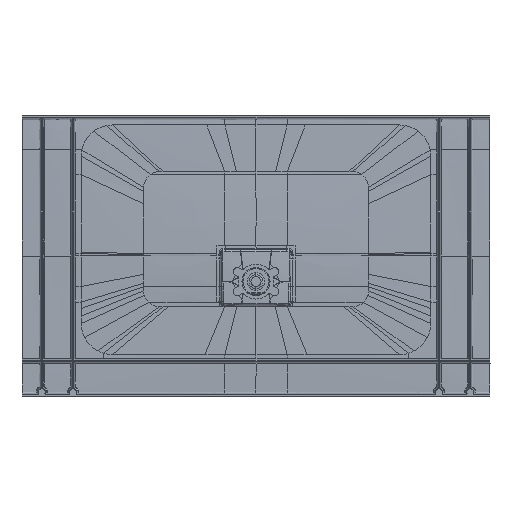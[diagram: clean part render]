
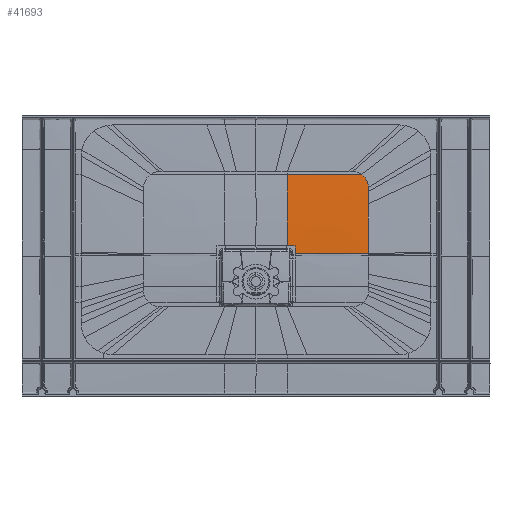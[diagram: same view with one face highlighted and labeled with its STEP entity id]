
A CAD part, front view. The second image highlights one B-rep face of the part: STEP entity #41693.
In plain terms, the highlighted free-form (B-spline) face has degree [3, 3] with [4, 4] control points.
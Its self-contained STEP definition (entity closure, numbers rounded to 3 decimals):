
#9331=CARTESIAN_POINT('',(99.254,5162.979,71.42));
#9332=DIRECTION('',(-1.,0.,0.));
#9333=DIRECTION('',(0.,-1.,0.009));
#9334=AXIS2_PLACEMENT_3D('',#9331,#9332,#9333);
#9336=CARTESIAN_POINT('',(100.082,-20.62,348.832));
#9337=CARTESIAN_POINT('',(179.558,-20.62,348.832));
#9338=CARTESIAN_POINT('',(259.024,-20.234,348.741));
#9339=CARTESIAN_POINT('',(338.48,-19.581,348.597));
#9341=CARTESIAN_POINT('',(338.48,-19.581,348.597));
#9342=CARTESIAN_POINT('',(338.889,-19.588,348.316));
#9343=CARTESIAN_POINT('',(339.705,-19.603,347.741));
#9344=CARTESIAN_POINT('',(340.903,-19.626,346.841));
#9345=CARTESIAN_POINT('',(342.075,-19.651,345.904));
#9346=CARTESIAN_POINT('',(343.218,-19.676,344.932));
#9347=CARTESIAN_POINT('',(344.329,-19.703,343.927));
#9348=CARTESIAN_POINT('',(345.413,-19.731,342.884));
#9349=CARTESIAN_POINT('',(346.471,-19.76,341.8));
#9350=CARTESIAN_POINT('',(347.497,-19.79,340.679));
#9351=CARTESIAN_POINT('',(348.484,-19.821,339.53));
#9352=CARTESIAN_POINT('',(349.434,-19.853,338.349));
#9353=CARTESIAN_POINT('',(350.349,-19.886,337.135));
#9354=CARTESIAN_POINT('',(351.221,-19.92,335.897));
#9355=CARTESIAN_POINT('',(352.046,-19.955,334.643));
#9356=CARTESIAN_POINT('',(352.825,-19.99,333.376));
#9357=CARTESIAN_POINT('',(353.559,-20.026,332.093));
#9358=CARTESIAN_POINT('',(354.255,-20.062,330.787));
#9359=CARTESIAN_POINT('',(354.917,-20.099,329.447));
#9360=CARTESIAN_POINT('',(355.543,-20.138,328.078));
#9361=CARTESIAN_POINT('',(356.129,-20.177,326.686));
#9362=CARTESIAN_POINT('',(356.674,-20.217,325.273));
#9363=CARTESIAN_POINT('',(357.176,-20.257,323.845));
#9364=CARTESIAN_POINT('',(357.637,-20.298,322.404));
#9365=CARTESIAN_POINT('',(358.055,-20.34,320.95));
#9366=CARTESIAN_POINT('',(358.432,-20.382,319.485));
#9367=CARTESIAN_POINT('',(358.768,-20.424,318.01));
#9368=CARTESIAN_POINT('',(359.062,-20.467,316.526));
#9369=CARTESIAN_POINT('',(359.317,-20.51,315.035));
#9370=CARTESIAN_POINT('',(359.532,-20.554,313.539));
#9371=CARTESIAN_POINT('',(359.707,-20.598,312.035));
#9372=CARTESIAN_POINT('',(359.845,-20.642,310.527));
#9373=CARTESIAN_POINT('',(359.944,-20.687,309.015));
#9374=CARTESIAN_POINT('',(359.986,-20.717,308.005));
#9375=CARTESIAN_POINT('',(360.,-20.732,307.5));
#9377=CARTESIAN_POINT('',(360.,-20.732,307.5));
#9378=CARTESIAN_POINT('',(360.002,-20.776,306.019));
#9379=CARTESIAN_POINT('',(360.003,-20.865,303.051));
#9380=CARTESIAN_POINT('',(359.997,-20.997,298.584));
#9381=CARTESIAN_POINT('',(359.999,-21.083,295.597));
#9382=CARTESIAN_POINT('',(360.,-21.126,294.101));
#9384=CARTESIAN_POINT('',(360.,-21.126,294.101));
#9385=CARTESIAN_POINT('',(360.004,-21.249,289.794));
#9386=CARTESIAN_POINT('',(360.01,-21.49,281.149));
#9387=CARTESIAN_POINT('',(359.993,-21.836,268.088));
#9388=CARTESIAN_POINT('',(359.997,-22.055,259.317));
#9389=CARTESIAN_POINT('',(360.,-22.161,254.915));
#9391=CARTESIAN_POINT('',(360.,-22.161,254.915));
#9392=CARTESIAN_POINT('',(359.999,-22.591,237.164));
#9393=CARTESIAN_POINT('',(359.998,-23.344,201.661));
#9394=CARTESIAN_POINT('',(359.997,-24.151,148.412));
#9395=CARTESIAN_POINT('',(359.998,-24.474,112.917));
#9396=CARTESIAN_POINT('',(359.999,-24.583,95.171));
#9398=CARTESIAN_POINT('',(125.123,-27.951,95.151));
#9399=CARTESIAN_POINT('',(203.426,-27.752,95.155));
#9400=CARTESIAN_POINT('',(281.725,-26.62,95.176));
#9401=CARTESIAN_POINT('',(359.999,-24.583,95.171));
#9946=CARTESIAN_POINT('',(100.067,-27.807,120.219));
#9947=CARTESIAN_POINT('',(108.419,-27.807,120.219));
#9948=CARTESIAN_POINT('',(116.771,-27.796,120.217));
#9949=CARTESIAN_POINT('',(125.122,-27.775,120.217));
#9951=CARTESIAN_POINT('',(125.122,-27.775,120.217));
#9952=CARTESIAN_POINT('',(125.122,-27.853,111.862));
#9953=CARTESIAN_POINT('',(125.123,-27.912,103.507));
#9954=CARTESIAN_POINT('',(125.123,-27.951,95.151));
#19238=CARTESIAN_POINT('',(338.48,-19.581,
348.597));
#19239=VERTEX_POINT('',#19238);
#19240=CARTESIAN_POINT('',(360.,-20.732,
307.5));
#19241=VERTEX_POINT('',#19240);
#19243=CARTESIAN_POINT('',(360.,-21.126,
294.101));
#19244=VERTEX_POINT('',#19243);
#19245=CARTESIAN_POINT('',(360.,-22.161,
254.915));
#19246=VERTEX_POINT('',#19245);
#19248=CARTESIAN_POINT('',(359.999,-24.583,
95.171));
#19249=VERTEX_POINT('',#19248);
#19366=CARTESIAN_POINT('',(100.067,-27.807,
120.219));
#19367=VERTEX_POINT('',#19366);
#19368=CARTESIAN_POINT('',(100.082,-20.62,
348.832));
#19369=VERTEX_POINT('',#19368);
#19370=VERTEX_POINT('',#9398);
#19371=VERTEX_POINT('',#9951);
#41661=CARTESIAN_POINT('',(362.516,-19.288,
351.086));
#41662=CARTESIAN_POINT('',(362.692,-22.28,
264.982));
#41663=CARTESIAN_POINT('',(362.787,-24.024,
178.811));
#41664=CARTESIAN_POINT('',(362.805,-24.524,
92.635));
#41665=CARTESIAN_POINT('',(274.18,-20.042,
351.259));
#41666=CARTESIAN_POINT('',(274.317,-24.055,
265.117));
#41667=CARTESIAN_POINT('',(274.383,-26.325,
178.882));
#41668=CARTESIAN_POINT('',(274.38,-26.852,
92.64));
#41669=CARTESIAN_POINT('',(185.829,-20.491,
351.37));
#41670=CARTESIAN_POINT('',(185.904,-25.158,
265.198));
#41671=CARTESIAN_POINT('',(185.935,-27.668,
178.908));
#41672=CARTESIAN_POINT('',(185.924,-28.017,
92.612));
#41673=CARTESIAN_POINT('',(97.469,-20.482,
351.368));
#41674=CARTESIAN_POINT('',(97.467,-25.136,
265.196));
#41675=CARTESIAN_POINT('',(97.466,-27.641,
178.908));
#41676=CARTESIAN_POINT('',(97.466,-27.993,
92.613));
#41677=B_SPLINE_SURFACE_WITH_KNOTS('',3,3,((#41661,#41662,#41663,#41664),
(#41665,#41666,#41667,#41668),(#41669,#41670,#41671,#41672),(#41673,#41674,
#41675,#41676)),.UNSPECIFIED.,.F.,.F.,.F.,(4,4),(4,4),(0.465,
1.005),(0.226,0.985),.UNSPECIFIED.);
#41679=ORIENTED_EDGE('',*,*,#41678,.F.);
#41681=ORIENTED_EDGE('',*,*,#41680,.F.);
#41683=ORIENTED_EDGE('',*,*,#41682,.F.);
#41685=ORIENTED_EDGE('',*,*,#41684,.T.);
#41686=ORIENTED_EDGE('',*,*,#41655,.T.);
#41687=ORIENTED_EDGE('',*,*,#41400,.T.);
#41688=ORIENTED_EDGE('',*,*,#41361,.T.);
#41689=ORIENTED_EDGE('',*,*,#41326,.T.);
#41690=ORIENTED_EDGE('',*,*,#41291,.T.);
#41691=EDGE_LOOP('',(#41679,#41681,#41683,#41685,#41686,#41687,#41688,#41689,
#41690));
#41692=FACE_OUTER_BOUND('',#41691,.F.);
#41693=ADVANCED_FACE('',(#41692),#41677,.T.);
#9335=CIRCLE('',#9334,5191.015);
#9340=B_SPLINE_CURVE_WITH_KNOTS('',3,(#9336,#9337,#9338,#9339),.UNSPECIFIED.,
.F.,.F.,(4,4),(0.,1.),.UNSPECIFIED.);
#9376=B_SPLINE_CURVE_WITH_KNOTS('',3,(#9341,#9342,#9343,#9344,#9345,#9346,#9347,
#9348,#9349,#9350,#9351,#9352,#9353,#9354,#9355,#9356,#9357,#9358,#9359,#9360,
#9361,#9362,#9363,#9364,#9365,#9366,#9367,#9368,#9369,#9370,#9371,#9372,#9373,
#9374,#9375),.UNSPECIFIED.,.F.,.F.,(4,1,1,1,1,1,1,1,1,1,1,1,1,1,1,1,1,1,1,1,1,1,
1,1,1,1,1,1,1,1,1,1,4),(0.,0.031,0.063,0.094,0.125,0.156,
0.188,0.219,0.25,0.281,0.313,0.344,0.375,0.406,
0.438,0.469,0.5,0.531,0.563,0.594,0.625,0.656,
0.688,0.719,0.75,0.781,0.813,0.844,0.875,0.906,
0.938,0.969,1.),.UNSPECIFIED.);
#9383=B_SPLINE_CURVE_WITH_KNOTS('',3,(#9377,#9378,#9379,#9380,#9381,#9382),
.UNSPECIFIED.,.F.,.F.,(4,1,1,4),(0.,0.333,0.667,1.),
.UNSPECIFIED.);
#9390=B_SPLINE_CURVE_WITH_KNOTS('',3,(#9384,#9385,#9386,#9387,#9388,#9389),
.UNSPECIFIED.,.F.,.F.,(4,1,1,4),(0.,0.333,0.667,1.),
.UNSPECIFIED.);
#9397=B_SPLINE_CURVE_WITH_KNOTS('',3,(#9391,#9392,#9393,#9394,#9395,#9396),
.UNSPECIFIED.,.F.,.F.,(4,1,1,4),(0.,0.333,0.667,1.),
.UNSPECIFIED.);
#9402=B_SPLINE_CURVE_WITH_KNOTS('',3,(#9398,#9399,#9400,#9401),.UNSPECIFIED.,
.F.,.F.,(4,4),(0.,1.),.UNSPECIFIED.);
#9950=B_SPLINE_CURVE_WITH_KNOTS('',3,(#9946,#9947,#9948,#9949),.UNSPECIFIED.,
.F.,.F.,(4,4),(0.,1.),.UNSPECIFIED.);
#9955=B_SPLINE_CURVE_WITH_KNOTS('',3,(#9951,#9952,#9953,#9954),.UNSPECIFIED.,
.F.,.F.,(4,4),(0.,1.),.UNSPECIFIED.);
#41291=EDGE_CURVE('',#19246,#19249,#9397,.T.);
#41326=EDGE_CURVE('',#19244,#19246,#9390,.T.);
#41361=EDGE_CURVE('',#19241,#19244,#9383,.T.);
#41400=EDGE_CURVE('',#19239,#19241,#9376,.T.);
#41655=EDGE_CURVE('',#19369,#19239,#9340,.T.);
#41678=EDGE_CURVE('',#19370,#19249,#9402,.T.);
#41680=EDGE_CURVE('',#19371,#19370,#9955,.T.);
#41682=EDGE_CURVE('',#19367,#19371,#9950,.T.);
#41684=EDGE_CURVE('',#19367,#19369,#9335,.T.);
